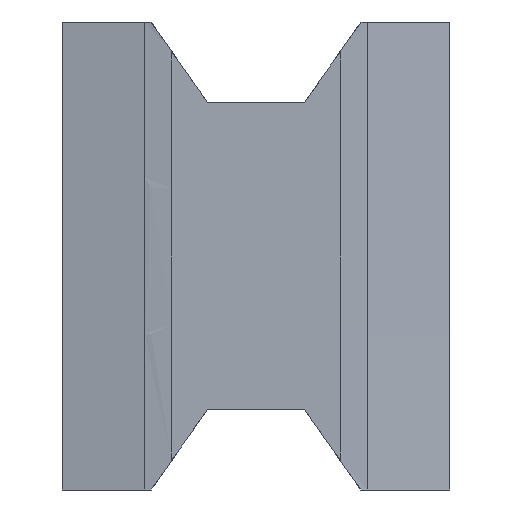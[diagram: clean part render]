
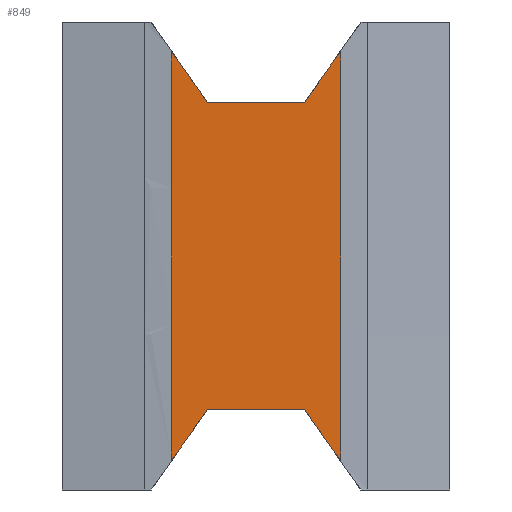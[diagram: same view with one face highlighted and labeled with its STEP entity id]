
A CAD part, front view. The second image highlights one B-rep face of the part: STEP entity #849.
In plain terms, the highlighted cylindrical face has radius 30000 mm (diameter 60000 mm), a partial arc.
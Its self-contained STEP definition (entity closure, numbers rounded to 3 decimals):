
#18=CYLINDRICAL_SURFACE('',#946,30000.);
#37=ELLIPSE('',#916,36623.238,30000.);
#40=ELLIPSE('',#923,36623.238,30000.);
#45=ELLIPSE('',#948,36623.238,30000.);
#46=ELLIPSE('',#949,36623.238,30000.);
#65=CIRCLE('',#943,30000.);
#67=CIRCLE('',#947,30000.);
#99=FACE_OUTER_BOUND('',#152,.T.);
#152=EDGE_LOOP('',(#631,#632,#633,#634,#635,#636,#637,#638));
#210=LINE('',#1315,#282);
#225=LINE('',#1412,#297);
#282=VECTOR('',#1033,10.);
#297=VECTOR('',#1110,10.);
#356=VERTEX_POINT('',#1300);
#357=VERTEX_POINT('',#1302);
#359=VERTEX_POINT('',#1313);
#367=VERTEX_POINT('',#1331);
#385=VERTEX_POINT('',#1389);
#388=VERTEX_POINT('',#1407);
#389=VERTEX_POINT('',#1409);
#390=VERTEX_POINT('',#1411);
#441=EDGE_CURVE('',#357,#356,#37,.T.);
#445=EDGE_CURVE('',#356,#359,#210,.T.);
#454=EDGE_CURVE('',#359,#367,#40,.T.);
#478=EDGE_CURVE('',#357,#385,#65,.T.);
#483=EDGE_CURVE('',#388,#367,#67,.T.);
#484=EDGE_CURVE('',#388,#389,#45,.T.);
#485=EDGE_CURVE('',#389,#390,#225,.T.);
#486=EDGE_CURVE('',#390,#385,#46,.T.);
#631=ORIENTED_EDGE('',*,*,#441,.T.);
#632=ORIENTED_EDGE('',*,*,#445,.T.);
#633=ORIENTED_EDGE('',*,*,#454,.T.);
#634=ORIENTED_EDGE('',*,*,#483,.F.);
#635=ORIENTED_EDGE('',*,*,#484,.T.);
#636=ORIENTED_EDGE('',*,*,#485,.T.);
#637=ORIENTED_EDGE('',*,*,#486,.T.);
#638=ORIENTED_EDGE('',*,*,#478,.F.);
#849=ADVANCED_FACE('',(#99),#18,.F.);
#916=AXIS2_PLACEMENT_3D('',#1303,#1027,#1028);
#923=AXIS2_PLACEMENT_3D('',#1338,#1047,#1048);
#943=AXIS2_PLACEMENT_3D('',#1390,#1097,#1098);
#946=AXIS2_PLACEMENT_3D('',#1406,#1104,#1105);
#947=AXIS2_PLACEMENT_3D('',#1408,#1106,#1107);
#948=AXIS2_PLACEMENT_3D('',#1410,#1108,#1109);
#949=AXIS2_PLACEMENT_3D('',#1413,#1111,#1112);
#1027=DIRECTION('center_axis',(0.819,0.,-0.574));
#1028=DIRECTION('ref_axis',(0.574,0.,0.819));
#1033=DIRECTION('',(1.,0.,0.));
#1047=DIRECTION('center_axis',(-0.819,0.,-0.574));
#1048=DIRECTION('ref_axis',(-0.574,0.,0.819));
#1097=DIRECTION('center_axis',(1.,0.,0.));
#1098=DIRECTION('ref_axis',(0.,1.,-0.006));
#1104=DIRECTION('center_axis',(1.,0.,0.));
#1105=DIRECTION('ref_axis',(0.,1.,0.));
#1106=DIRECTION('center_axis',(-1.,0.,0.));
#1107=DIRECTION('ref_axis',(0.,1.,-0.006));
#1108=DIRECTION('center_axis',(-0.819,0.,0.574));
#1109=DIRECTION('ref_axis',(0.574,0.,0.819));
#1110=DIRECTION('',(-1.,0.,0.));
#1111=DIRECTION('center_axis',(0.819,0.,0.574));
#1112=DIRECTION('ref_axis',(-0.574,0.,0.819));
#1300=CARTESIAN_POINT('',(-30.,-0.01,25.));
#1302=CARTESIAN_POINT('',(-52.447,-0.001,-7.058));
#1303=CARTESIAN_POINT('Origin',(-47.505,-30000.,0.));
#1313=CARTESIAN_POINT('',(30.,-0.01,25.));
#1315=CARTESIAN_POINT('',(0.,-0.01,25.));
#1331=CARTESIAN_POINT('',(52.447,-0.001,-7.058));
#1338=CARTESIAN_POINT('Origin',(47.505,-30000.,0.));
#1389=CARTESIAN_POINT('',(-52.447,-1.017,247.058));
#1390=CARTESIAN_POINT('Origin',(-52.447,-30000.,0.));
#1406=CARTESIAN_POINT('Origin',(0.,-30000.,0.));
#1407=CARTESIAN_POINT('',(52.447,-1.017,247.058));
#1408=CARTESIAN_POINT('Origin',(52.447,-30000.,0.));
#1409=CARTESIAN_POINT('',(30.,-0.77,215.));
#1410=CARTESIAN_POINT('Origin',(-120.545,-30000.,0.));
#1411=CARTESIAN_POINT('',(-30.,-0.77,215.));
#1412=CARTESIAN_POINT('',(0.,-0.77,215.));
#1413=CARTESIAN_POINT('Origin',(120.545,-30000.,0.));
